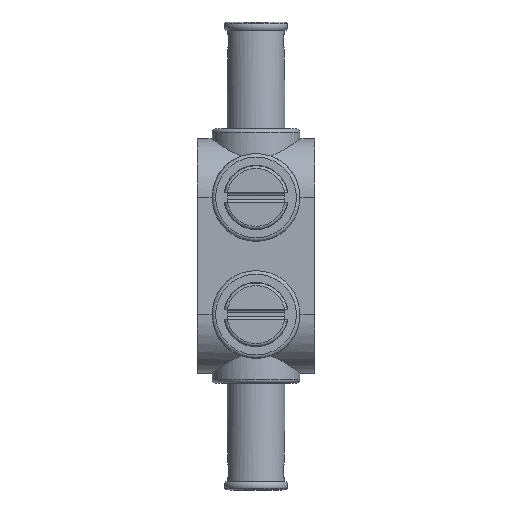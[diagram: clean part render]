
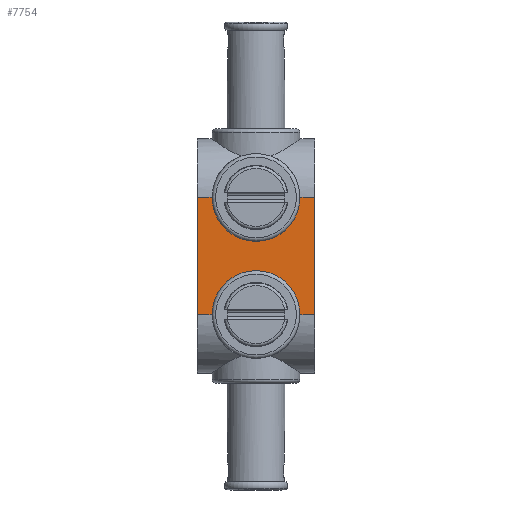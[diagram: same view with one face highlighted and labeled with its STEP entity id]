
A CAD part, left-side view. The second image highlights one B-rep face of the part: STEP entity #7754.
In plain terms, the highlighted planar face has unit normal (-1, 0, 0).
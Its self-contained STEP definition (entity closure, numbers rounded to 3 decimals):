
#309=PLANE('',#8370);
#650=FACE_OUTER_BOUND('',#1078,.T.);
#1078=EDGE_LOOP('',(#6549,#6550,#6551,#6552,#6553,#6554,#6555,#6556));
#1379=CIRCLE('',#8332,3.75);
#1397=CIRCLE('',#8371,3.75);
#1653=LINE('',#11814,#2329);
#1654=LINE('',#11850,#2330);
#1930=LINE('',#13203,#2606);
#1931=LINE('',#13206,#2607);
#1970=LINE('',#13316,#2646);
#1974=LINE('',#13323,#2650);
#2329=VECTOR('',#9156,10.);
#2330=VECTOR('',#9159,10.);
#2606=VECTOR('',#9923,10.);
#2607=VECTOR('',#9926,10.);
#2646=VECTOR('',#10005,10.);
#2650=VECTOR('',#10013,10.);
#3244=VERTEX_POINT('',#11811);
#3245=VERTEX_POINT('',#11813);
#3248=VERTEX_POINT('',#11838);
#3249=VERTEX_POINT('',#11849);
#3529=VERTEX_POINT('',#13155);
#3530=VERTEX_POINT('',#13157);
#3536=VERTEX_POINT('',#13201);
#3537=VERTEX_POINT('',#13205);
#4124=EDGE_CURVE('',#3245,#3244,#1653,.T.);
#4128=EDGE_CURVE('',#3249,#3248,#1654,.T.);
#4548=EDGE_CURVE('',#3530,#3529,#1379,.T.);
#4557=EDGE_CURVE('',#3536,#3529,#1930,.T.);
#4558=EDGE_CURVE('',#3530,#3537,#1931,.T.);
#4608=EDGE_CURVE('',#3249,#3536,#1970,.T.);
#4613=EDGE_CURVE('',#3537,#3244,#1974,.T.);
#4634=EDGE_CURVE('',#3248,#3245,#1397,.T.);
#6549=ORIENTED_EDGE('',*,*,#4548,.T.);
#6550=ORIENTED_EDGE('',*,*,#4557,.F.);
#6551=ORIENTED_EDGE('',*,*,#4608,.F.);
#6552=ORIENTED_EDGE('',*,*,#4128,.T.);
#6553=ORIENTED_EDGE('',*,*,#4634,.T.);
#6554=ORIENTED_EDGE('',*,*,#4124,.T.);
#6555=ORIENTED_EDGE('',*,*,#4613,.F.);
#6556=ORIENTED_EDGE('',*,*,#4558,.F.);
#7754=ADVANCED_FACE('',(#650),#309,.T.);
#8332=AXIS2_PLACEMENT_3D('',#13158,#9906,#9907);
#8370=AXIS2_PLACEMENT_3D('',#13363,#10045,#10046);
#8371=AXIS2_PLACEMENT_3D('',#13364,#10047,#10048);
#9156=DIRECTION('',(0.,1.,0.));
#9159=DIRECTION('',(0.,1.,0.));
#9906=DIRECTION('center_axis',(1.,0.,0.));
#9907=DIRECTION('ref_axis',(0.,1.,0.));
#9923=DIRECTION('',(0.,1.,0.));
#9926=DIRECTION('',(0.,1.,0.));
#10005=DIRECTION('',(0.,0.,-1.));
#10013=DIRECTION('',(0.,0.,1.));
#10045=DIRECTION('center_axis',(-1.,0.,0.));
#10046=DIRECTION('ref_axis',(0.,0.,
1.));
#10047=DIRECTION('center_axis',(1.,0.,0.));
#10048=DIRECTION('ref_axis',(0.,1.,0.));
#11811=CARTESIAN_POINT('',(-15.292,5.456,11.55));
#11813=CARTESIAN_POINT('',(-15.292,4.206,11.55));
#11814=CARTESIAN_POINT('',(-15.292,0.456,11.55));
#11838=CARTESIAN_POINT('',(-15.292,-3.294,11.55));
#11849=CARTESIAN_POINT('',(-15.292,-4.544,11.55));
#11850=CARTESIAN_POINT('',(-15.292,0.456,11.55));
#13155=CARTESIAN_POINT('',(-15.292,-3.294,1.55));
#13157=CARTESIAN_POINT('',(-15.292,4.206,1.55));
#13158=CARTESIAN_POINT('Origin',(-15.292,0.456,1.55));
#13201=CARTESIAN_POINT('',(-15.292,-4.544,1.55));
#13203=CARTESIAN_POINT('',(-15.292,0.456,1.55));
#13205=CARTESIAN_POINT('',(-15.292,5.456,1.55));
#13206=CARTESIAN_POINT('',(-15.292,0.456,1.55));
#13316=CARTESIAN_POINT('',(-15.292,-4.544,6.55));
#13323=CARTESIAN_POINT('',(-15.292,5.456,1.55));
#13363=CARTESIAN_POINT('Origin',(-15.292,0.456,1.55));
#13364=CARTESIAN_POINT('Origin',(-15.292,0.456,11.55));
